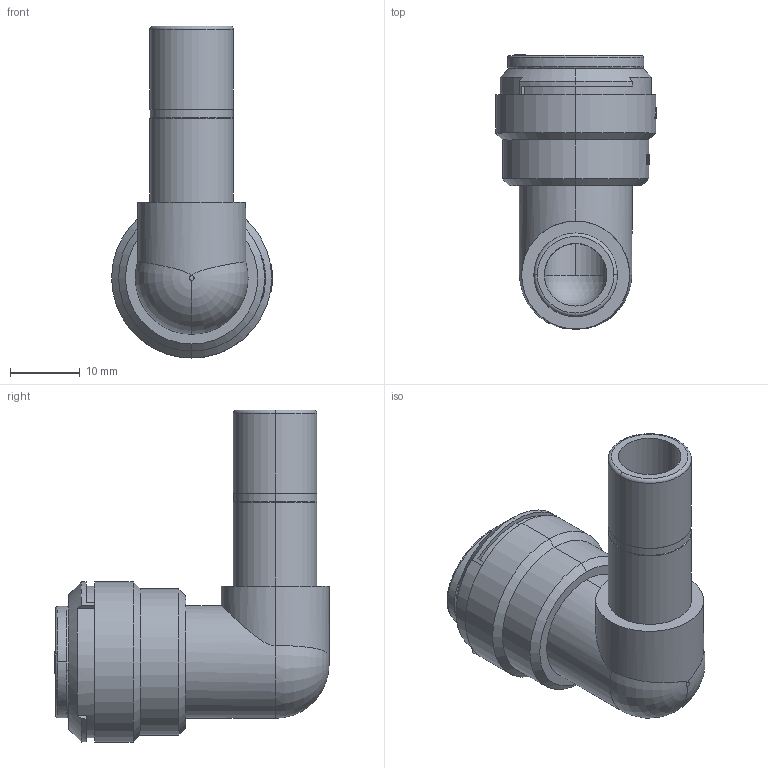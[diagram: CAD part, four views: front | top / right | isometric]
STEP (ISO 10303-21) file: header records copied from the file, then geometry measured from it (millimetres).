
FILE_DESCRIPTION (( 'STEP AP203' ), '1' );
FILE_NAME ('ATEU 1212M.STEP', '2019-02-12T08:44:10', ( '' ), ( '' ), 'SwSTEP 2.0', 'SolidWorks 2018', '' );
FILE_SCHEMA (( 'CONFIG_CONTROL_DESIGN' ));
Length unit declared in the file: millimetre
Products named in the file (5): TEU 1212M BODY; ATEU 1212M; O-RING 010(N1); 12M CLIP; cap 12M
Assembly tree (4 placements, depth 2):
  ATEU 1212M
    TEU 1212M BODY
    O-RING 010(N1)
    12M CLIP
    cap 12M
Bounding box: 23.1 x 39.4 x 47.7 mm (x, y, z)
Volume: 8238.5 mm3; surface area: 8607.6 mm2
Topology: 4 solids, 4 shells, 655 faces, 1755 edges, 1150 vertices
Faces by surface type: plane 283, bspline 206, cylinder 63, cone 62, torus 40, sphere 1
Entity records: 34074 total; most frequent: CARTESIAN_POINT 18943, ORIENTED_EDGE 3506, DIRECTION 2250, EDGE_CURVE 1753, VERTEX_POINT 1149, VECTOR 756, LINE 756, AXIS2_PLACEMENT_3D 747
